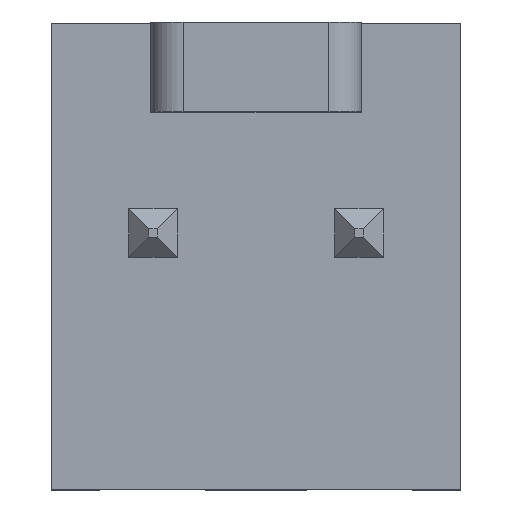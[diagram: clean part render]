
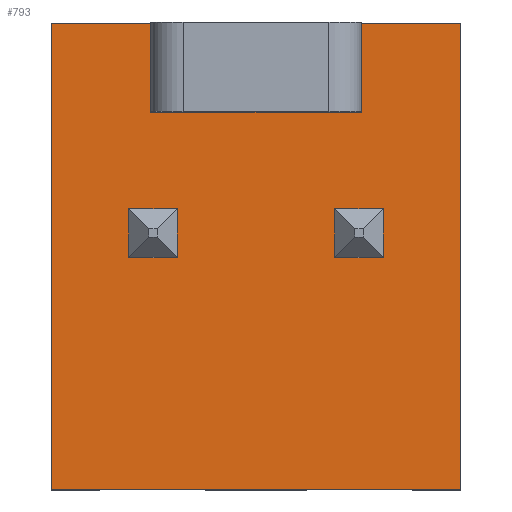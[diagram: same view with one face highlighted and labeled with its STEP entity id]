
A CAD part, top view. The second image highlights one B-rep face of the part: STEP entity #793.
In plain terms, the highlighted planar face has unit normal (0, 0, 1).
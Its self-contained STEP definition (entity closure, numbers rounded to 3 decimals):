
#41=FACE_OUTER_BOUND('',#89,.T.);
#89=EDGE_LOOP('',(#585,#586,#587,#588,#589,#590,#591,#592));
#150=LINE('',#1167,#256);
#158=LINE('',#1185,#264);
#160=LINE('',#1194,#266);
#163=LINE('',#1200,#269);
#165=LINE('',#1206,#271);
#166=LINE('',#1207,#272);
#167=LINE('',#1209,#273);
#168=LINE('',#1210,#274);
#256=VECTOR('',#944,10.);
#264=VECTOR('',#956,10.);
#266=VECTOR('',#968,10.);
#269=VECTOR('',#973,10.);
#271=VECTOR('',#981,10.);
#272=VECTOR('',#982,10.);
#273=VECTOR('',#983,10.);
#274=VECTOR('',#984,10.);
#353=VERTEX_POINT('',#1164);
#354=VERTEX_POINT('',#1166);
#361=VERTEX_POINT('',#1182);
#362=VERTEX_POINT('',#1184);
#364=VERTEX_POINT('',#1193);
#366=VERTEX_POINT('',#1199);
#367=VERTEX_POINT('',#1205);
#368=VERTEX_POINT('',#1208);
#430=EDGE_CURVE('',#353,#354,#150,.T.);
#438=EDGE_CURVE('',#362,#361,#158,.T.);
#443=EDGE_CURVE('',#364,#362,#160,.T.);
#446=EDGE_CURVE('',#366,#364,#163,.T.);
#449=EDGE_CURVE('',#361,#367,#165,.T.);
#450=EDGE_CURVE('',#354,#367,#166,.T.);
#451=EDGE_CURVE('',#368,#353,#167,.T.);
#452=EDGE_CURVE('',#368,#366,#168,.T.);
#585=ORIENTED_EDGE('',*,*,#446,.T.);
#586=ORIENTED_EDGE('',*,*,#443,.T.);
#587=ORIENTED_EDGE('',*,*,#438,.T.);
#588=ORIENTED_EDGE('',*,*,#449,.T.);
#589=ORIENTED_EDGE('',*,*,#450,.F.);
#590=ORIENTED_EDGE('',*,*,#430,.F.);
#591=ORIENTED_EDGE('',*,*,#451,.F.);
#592=ORIENTED_EDGE('',*,*,#452,.T.);
#745=PLANE('',#861);
#793=ADVANCED_FACE('',(#41),#745,.T.);
#861=AXIS2_PLACEMENT_3D('',#1204,#979,#980);
#944=DIRECTION('',(-1.,0.,0.));
#956=DIRECTION('',(0.,1.,0.));
#968=DIRECTION('',(-1.,0.,0.));
#973=DIRECTION('',(0.,-1.,0.));
#979=DIRECTION('center_axis',(0.,0.,1.));
#980=DIRECTION('ref_axis',(1.,0.,0.));
#981=DIRECTION('',(-1.,0.,0.));
#982=DIRECTION('',(0.,1.,0.));
#983=DIRECTION('',(0.,-1.,0.));
#984=DIRECTION('',(-1.,0.,0.));
#1164=CARTESIAN_POINT('',(2.525,-3.15,0.));
#1166=CARTESIAN_POINT('',(-2.525,-3.15,0.));
#1167=CARTESIAN_POINT('',(2.525,-3.15,0.));
#1182=CARTESIAN_POINT('',(-1.3,2.6,0.));
#1184=CARTESIAN_POINT('',(-1.3,1.5,0.));
#1185=CARTESIAN_POINT('',(-1.3,1.163,0.));
#1193=CARTESIAN_POINT('',(1.3,1.5,0.));
#1194=CARTESIAN_POINT('',(-0.65,1.5,0.));
#1199=CARTESIAN_POINT('',(1.3,2.6,0.));
#1200=CARTESIAN_POINT('',(1.3,0.613,0.));
#1204=CARTESIAN_POINT('Origin',(0.,-0.275,0.));
#1205=CARTESIAN_POINT('',(-2.525,2.6,0.));
#1206=CARTESIAN_POINT('',(-1.263,2.6,0.));
#1207=CARTESIAN_POINT('',(-2.525,-3.15,0.));
#1208=CARTESIAN_POINT('',(2.525,2.6,0.));
#1209=CARTESIAN_POINT('',(2.525,2.6,0.));
#1210=CARTESIAN_POINT('',(-1.263,2.6,0.));
